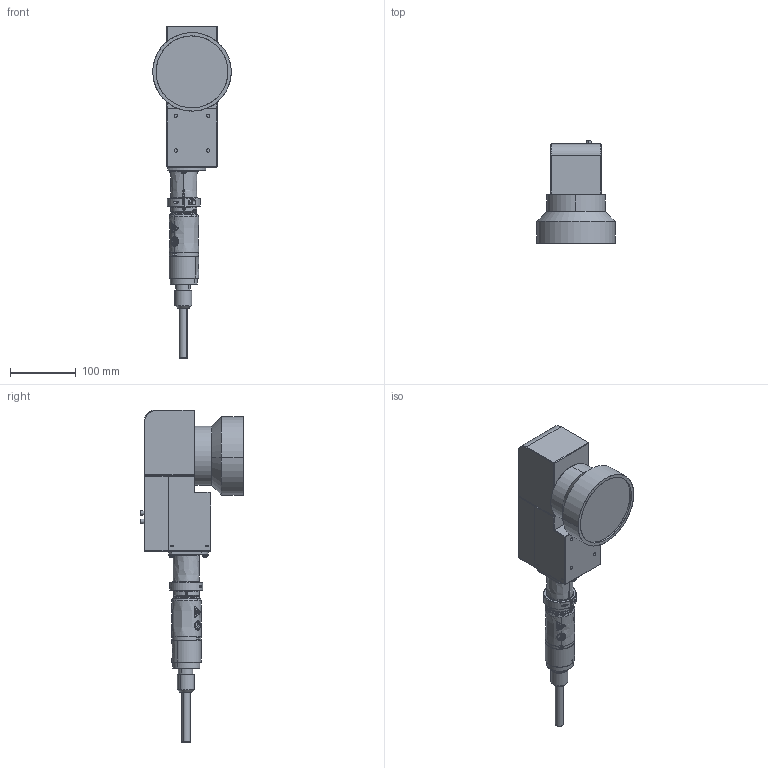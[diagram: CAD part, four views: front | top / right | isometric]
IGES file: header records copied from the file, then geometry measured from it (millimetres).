
Start section: SolidWorks IGES file using analytic representation for surfaces
Global section: file name: SPI_254.IGS; native system: SolidWorks 2012; preprocessor: SolidWorks 2012; author: hahn; date: 130913.111549; units: inch
Bounding box: 119.69 x 156.93 x 506.62 mm (x, y, z)
Surface area: 188461 mm2 (no closed solid volume)
Topology: 0 solids, 0 shells, 860 faces, 18218 edges, 18205 vertices
Faces by surface type: revolution 605, bspline 255
